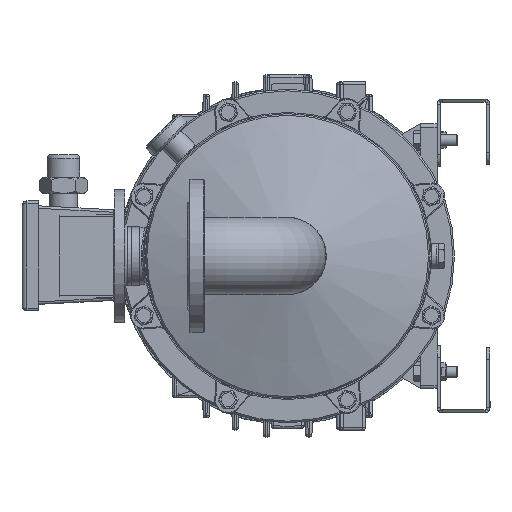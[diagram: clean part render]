
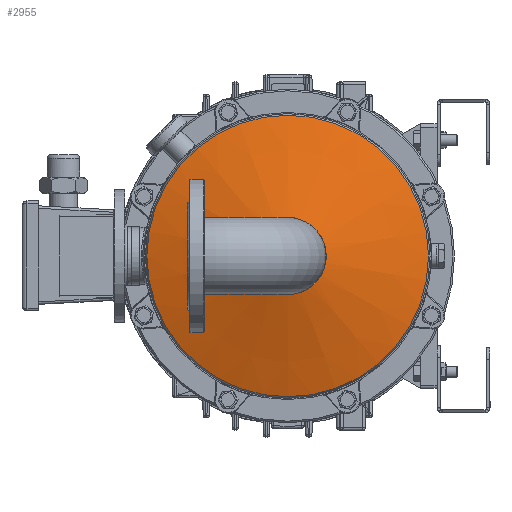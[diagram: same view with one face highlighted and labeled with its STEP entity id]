
A CAD part, left-side view. The second image highlights one B-rep face of the part: STEP entity #2955.
In plain terms, the highlighted conical face has half-angle 72.919 degrees and reference radius 108.028 mm.
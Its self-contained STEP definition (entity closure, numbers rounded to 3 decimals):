
#2955=ADVANCED_FACE('',(#18556,#18558),#18560,.T.);
#18556=FACE_OUTER_BOUND('',#18557,.T.);
#18557=EDGE_LOOP('',(#40768));
#18558=FACE_OUTER_BOUND('',#18559,.T.);
#18559=EDGE_LOOP('',(#40769));
#18560=CONICAL_SURFACE('',#18561,108.028,1.273);
#18561=AXIS2_PLACEMENT_3D('',#18562,#18563,#18564);
#18562=CARTESIAN_POINT('',(-31.462,0.,0.));
#18563=DIRECTION('',(1.,0.,0.));
#18564=DIRECTION('',(0.,0.,-1.));
#40768=ORIENTED_EDGE('',*,*,#48111,.T.);
#40769=ORIENTED_EDGE('',*,*,#48110,.F.);
#48110=EDGE_CURVE('',#51843,#51843,#51844,.T.);
#48111=EDGE_CURVE('',#51845,#51845,#51846,.T.);
#51843=VERTEX_POINT('',#58484);
#51844=CIRCLE('',#58485,46.468);
#51845=VERTEX_POINT('',#58489);
#51846=CIRCLE('',#58490,169.588);
#58484=CARTESIAN_POINT('',(-50.378,0.,46.468));
#58485=AXIS2_PLACEMENT_3D('',#58486,#58487,#58488);
#58486=CARTESIAN_POINT('',(-50.378,0.,0.));
#58487=DIRECTION('',(-1.,0.,0.));
#58488=DIRECTION('',(0.,0.,1.));
#58489=CARTESIAN_POINT('',(-12.547,0.,169.588));
#58490=AXIS2_PLACEMENT_3D('',#58491,#58492,#58493);
#58491=CARTESIAN_POINT('',(-12.547,0.,0.));
#58492=DIRECTION('',(-1.,0.,0.));
#58493=DIRECTION('',(0.,0.,1.));
